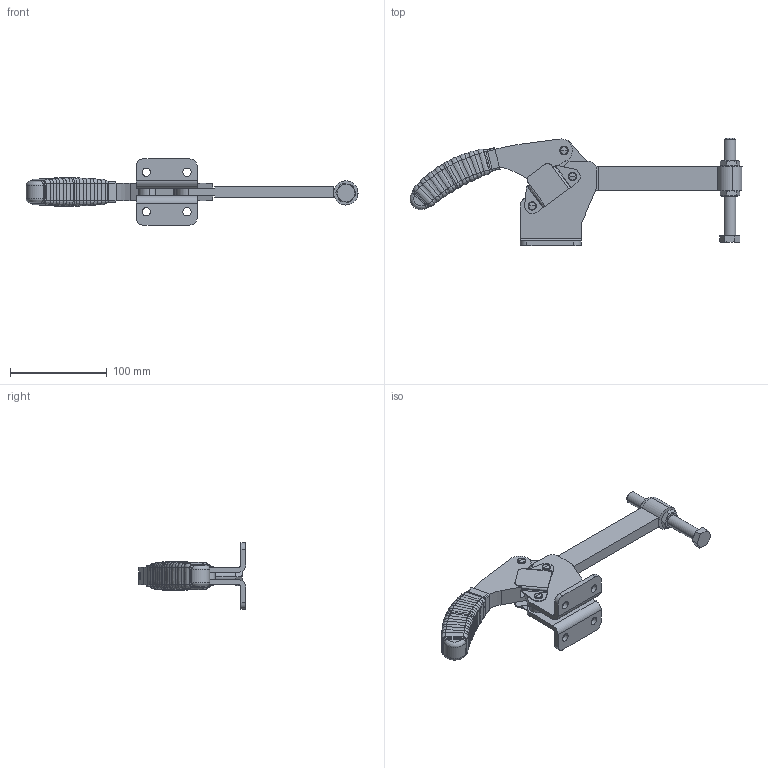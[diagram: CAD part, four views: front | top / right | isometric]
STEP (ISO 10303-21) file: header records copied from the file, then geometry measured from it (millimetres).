
FILE_DESCRIPTION((''),'2;1');
FILE_NAME('MH12B.stp','2009-11-04T09:32:42',('David'),(''),'Autodesk Inventor 8','Autodesk Inventor 8','');
FILE_SCHEMA(('AUTOMOTIVE_DESIGN { 1 0 10303 214 1 1 1 1 }'));
Length unit declared in the file: millimetre
Products named in the file (7): MH12B; MH12 SIDEPLATE B ASSEMBLY; MH12 BAR ASSEMBLY; MH12 HANDLE ASSEMBLY; MH12 LINK ASSEMBLY; ISO 4017  (Regular Thread) M12 x 100; MH12 BOSS ASSEMBLY
Assembly tree (6 placements, depth 2):
  MH12B
    MH12 SIDEPLATE B ASSEMBLY
    MH12 BAR ASSEMBLY
    MH12 HANDLE ASSEMBLY
    MH12 LINK ASSEMBLY
    ISO 4017  (Regular Thread) M12 x 100
    MH12 BOSS ASSEMBLY
Bounding box: 342.74 x 110.99 x 68.21 mm (x, y, z)
Volume: 241031.1 mm3; surface area: 90945.5 mm2
Topology: 6 solids, 6 shells, 568 faces, 1381 edges, 824 vertices
Faces by surface type: bspline 248, cylinder 134, plane 116, torus 32, cone 30, sphere 8
Entity records: 23929 total; most frequent: CARTESIAN_POINT 11400, ORIENTED_EDGE 2730, DIRECTION 2379, EDGE_CURVE 1365, AXIS2_PLACEMENT_3D 929, VERTEX_POINT 824, EDGE_LOOP 613, CIRCLE 584
